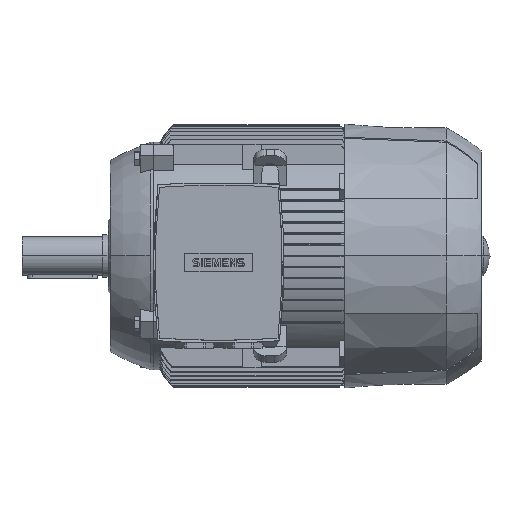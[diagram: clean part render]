
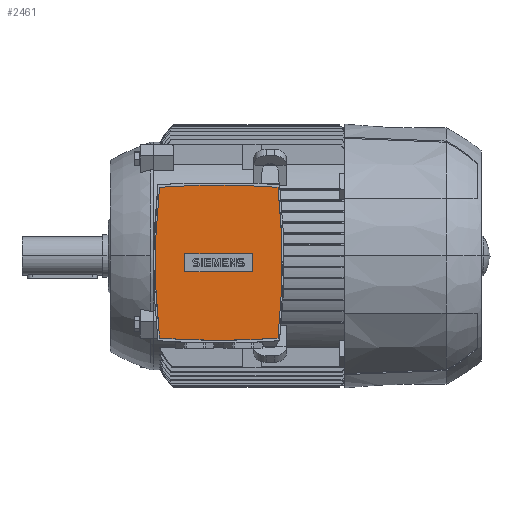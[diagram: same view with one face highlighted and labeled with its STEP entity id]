
A CAD part, top view. The second image highlights one B-rep face of the part: STEP entity #2461.
In plain terms, the highlighted planar face has unit normal (0, 0, 1).
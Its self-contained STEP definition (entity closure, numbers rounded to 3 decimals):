
#2461=ADVANCED_FACE('',(#5167,#5168),#5169,.T.);
#5167=FACE_BOUND('',#8143,.T.);
#5168=FACE_OUTER_BOUND('',#8144,.T.);
#5169=PLANE('',#8145);
#8143=EDGE_LOOP('',(#15735,#15736,#15737,#15738));
#8144=EDGE_LOOP('',(#15739,#15740,#15741,#15742,#15743,#15744));
#8145=AXIS2_PLACEMENT_3D('',#15745,#15746,#15747);
#15735=ORIENTED_EDGE('',*,*,#20993,.T.);
#15736=ORIENTED_EDGE('',*,*,#20997,.T.);
#15737=ORIENTED_EDGE('',*,*,#21000,.T.);
#15738=ORIENTED_EDGE('',*,*,#21002,.T.);
#15739=ORIENTED_EDGE('',*,*,#21078,.T.);
#15740=ORIENTED_EDGE('',*,*,#21080,.T.);
#15741=ORIENTED_EDGE('',*,*,#18465,.T.);
#15742=ORIENTED_EDGE('',*,*,#21072,.T.);
#15743=ORIENTED_EDGE('',*,*,#18476,.T.);
#15744=ORIENTED_EDGE('',*,*,#21069,.T.);
#15745=CARTESIAN_POINT('',(65.0,-7.0,202.0));
#15746=DIRECTION('',(0.0,0.0,1.0));
#15747=DIRECTION('',(0.0,-1.0,0.0));
#18465=EDGE_CURVE('',#22330,#22334,#22336,.T.);
#18476=EDGE_CURVE('',#22356,#22353,#22357,.T.);
#20993=EDGE_CURVE('',#26145,#26143,#26146,.T.);
#20997=EDGE_CURVE('',#26143,#26149,#26151,.T.);
#21000=EDGE_CURVE('',#26149,#26153,#26155,.T.);
#21002=EDGE_CURVE('',#26153,#26145,#26157,.T.);
#21069=EDGE_CURVE('',#22353,#26252,#26254,.T.);
#21072=EDGE_CURVE('',#22334,#22356,#26257,.T.);
#21078=EDGE_CURVE('',#26252,#26262,#26264,.T.);
#21080=EDGE_CURVE('',#26262,#22330,#26266,.T.);
#22330=VERTEX_POINT('',#28686);
#22334=VERTEX_POINT('',#28691);
#22336=CIRCLE('',#28694,803.4);
#22353=VERTEX_POINT('',#28736);
#22356=VERTEX_POINT('',#28740);
#22357=CIRCLE('',#28741,803.4);
#26143=VERTEX_POINT('',#40209);
#26145=VERTEX_POINT('',#40212);
#26146=LINE('',#40213,#40214);
#26149=VERTEX_POINT('',#40218);
#26151=LINE('',#40221,#40222);
#26153=VERTEX_POINT('',#40224);
#26155=LINE('',#40227,#40228);
#26157=LINE('',#40230,#40231);
#26252=VERTEX_POINT('',#40369);
#26254=CIRCLE('',#40372,803.4);
#26257=CIRCLE('',#40375,682.0);
#26262=VERTEX_POINT('',#40381);
#26264=CIRCLE('',#40384,682.0);
#26266=CIRCLE('',#40386,803.4);
#28686=CARTESIAN_POINT('',(65.,-84.0,202.0));
#28691=CARTESIAN_POINT('',(123.881,-81.839,202.0));
#28694=AXIS2_PLACEMENT_3D('',#42948,#42949,#42950);
#28736=CARTESIAN_POINT('',(65.,70.0,202.0));
#28740=CARTESIAN_POINT('',(123.881,67.839,202.0));
#28741=AXIS2_PLACEMENT_3D('',#42964,#42965,#42966);
#40209=CARTESIAN_POINT('',(31.25,-16.05,202.0));
#40212=CARTESIAN_POINT('',(98.75,-16.05,202.0));
#40213=CARTESIAN_POINT('',(65.0,-16.05,202.0));
#40214=VECTOR('',#45194,1.0);
#40218=CARTESIAN_POINT('',(31.25,2.05,202.0));
#40221=CARTESIAN_POINT('',(31.25,-7.0,202.0));
#40222=VECTOR('',#45197,1.0);
#40224=CARTESIAN_POINT('',(98.75,2.05,202.0));
#40227=CARTESIAN_POINT('',(65.0,2.05,202.0));
#40228=VECTOR('',#45199,1.0);
#40230=CARTESIAN_POINT('',(98.75,-7.0,202.0));
#40231=VECTOR('',#45200,1.0);
#40369=CARTESIAN_POINT('',(6.119,67.839,202.0));
#40372=AXIS2_PLACEMENT_3D('',#45299,#45300,#45301);
#40375=AXIS2_PLACEMENT_3D('',#45302,#45303,#45304);
#40381=CARTESIAN_POINT('',(6.119,-81.839,202.0));
#40384=AXIS2_PLACEMENT_3D('',#45307,#45308,#45309);
#40386=AXIS2_PLACEMENT_3D('',#45310,#45311,#45312);
#42948=CARTESIAN_POINT('',(65.0,719.4,202.0));
#42949=DIRECTION('',(0.0,-0.0,1.0));
#42950=DIRECTION('',(0.0,1.0,0.0));
#42964=CARTESIAN_POINT('',(65.0,-733.4,202.0));
#42965=DIRECTION('',(0.0,-0.0,1.0));
#42966=DIRECTION('',(0.0,1.0,0.0));
#45194=DIRECTION('',(-1.0,0.0,0.0));
#45197=DIRECTION('',(0.0,1.0,0.0));
#45199=DIRECTION('',(1.0,0.0,-0.0));
#45200=DIRECTION('',(0.0,-1.0,0.0));
#45299=CARTESIAN_POINT('',(65.0,-733.4,202.0));
#45300=DIRECTION('',(0.0,-0.0,1.0));
#45301=DIRECTION('',(0.0,1.0,0.0));
#45302=CARTESIAN_POINT('',(-554.0,-7.0,202.0));
#45303=DIRECTION('',(0.0,-0.0,1.0));
#45304=DIRECTION('',(0.0,1.0,0.0));
#45307=CARTESIAN_POINT('',(684.0,-7.0,202.0));
#45308=DIRECTION('',(0.0,-0.0,1.0));
#45309=DIRECTION('',(0.0,1.0,0.0));
#45310=CARTESIAN_POINT('',(65.0,719.4,202.0));
#45311=DIRECTION('',(0.0,-0.0,1.0));
#45312=DIRECTION('',(0.0,1.0,0.0));
